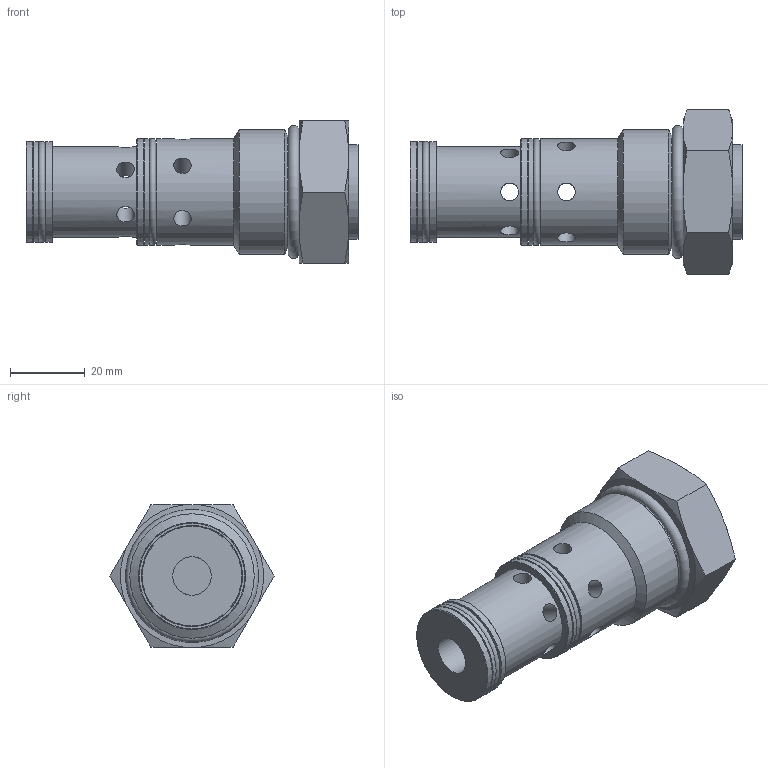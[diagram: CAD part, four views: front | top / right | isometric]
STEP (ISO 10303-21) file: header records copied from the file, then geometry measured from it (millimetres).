
FILE_DESCRIPTION((''),'2;1');
FILE_NAME('1716.stp','2015-01-05T12:02:46',('jml'),(''),'Autodesk Inventor 2010','Autodesk Inventor 2010','');
FILE_SCHEMA(('AUTOMOTIVE_DESIGN { 1 0 10303 214 1 1 1 1 }'));
Length unit declared in the file: inch
Products named in the file (9): 1716; 220953; 990178; 021 O-RING; 021 BACKUP; 022 O-RING; 022 BACKUP; 916 O-RING; 1716 (LevelofDetail1)_SR
Assembly tree (8 placements, depth 2):
  1716
    220953
    990178
    021 O-RING
    021 BACKUP
    022 O-RING
    022 BACKUP
    916 O-RING
    1716 (LevelofDetail1)_SR
Bounding box: 88.9 x 43.99 x 38.1 mm (x, y, z)
Volume: 54224.6 mm3; surface area: 20847.3 mm2
Topology: 7 solids, 7 shells, 179 faces, 430 edges, 282 vertices
Faces by surface type: plane 106, cylinder 46, cone 22, torus 5
Full cylindrical faces by diameter (mm): 1.392 x1, 4.75 x12, 10.312 x1, 19.685 x2, 20.269 x1, 22.225 x1, 24.257 x2, 24.435 x1, 25.4 x1, 25.857 x1, 25.908 x1, 26.924 x2, 26.975 x1, 28.499 x2, 28.55 x1, 30.404 x1, 33.325 x1
Entity records: 6121 total; most frequent: CARTESIAN_POINT 1696, DIRECTION 821, ORIENTED_EDGE 764, EDGE_CURVE 382, AXIS2_PLACEMENT_3D 291, VERTEX_POINT 278, EDGE_LOOP 276, VECTOR 239
